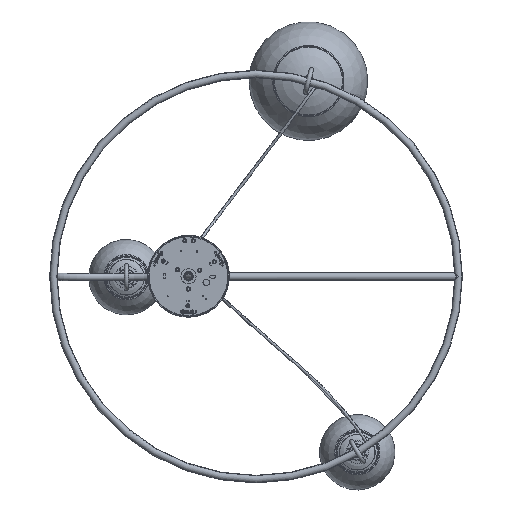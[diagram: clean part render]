
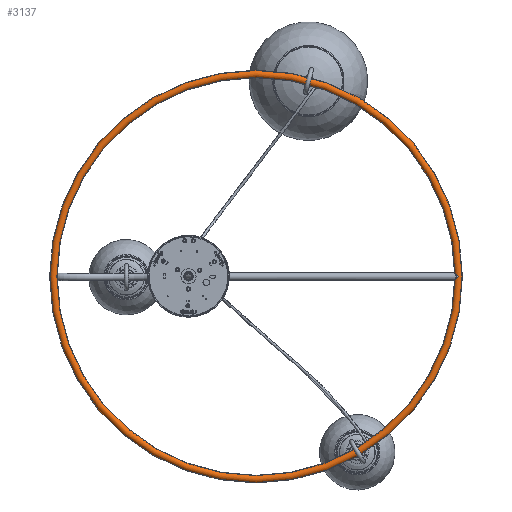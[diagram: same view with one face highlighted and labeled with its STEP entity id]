
A CAD part, top view. The second image highlights one B-rep face of the part: STEP entity #3137.
In plain terms, the highlighted toroidal (fillet/blend) face has major radius 375 mm and minor radius 7 mm.
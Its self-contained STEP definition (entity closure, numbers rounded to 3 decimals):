
#194=TOROIDAL_SURFACE('',#18003,375.,7.);
#210=VERTEX_LOOP('',#13219);
#1235=FACE_BOUND('',#210,.T.);
#3137=ADVANCED_FACE('',(#1235),#194,.T.);
#13219=VERTEX_POINT('',#56035);
#18003=AXIS2_PLACEMENT_3D('',#56036,#21179,#21180);
#21179=DIRECTION('',(0.,0.,1.));
#21180=DIRECTION('',(1.,0.,0.));
#56035=CARTESIAN_POINT('',(507.,0.,-269.5));
#56036=CARTESIAN_POINT('',(125.,0.,-269.5));
